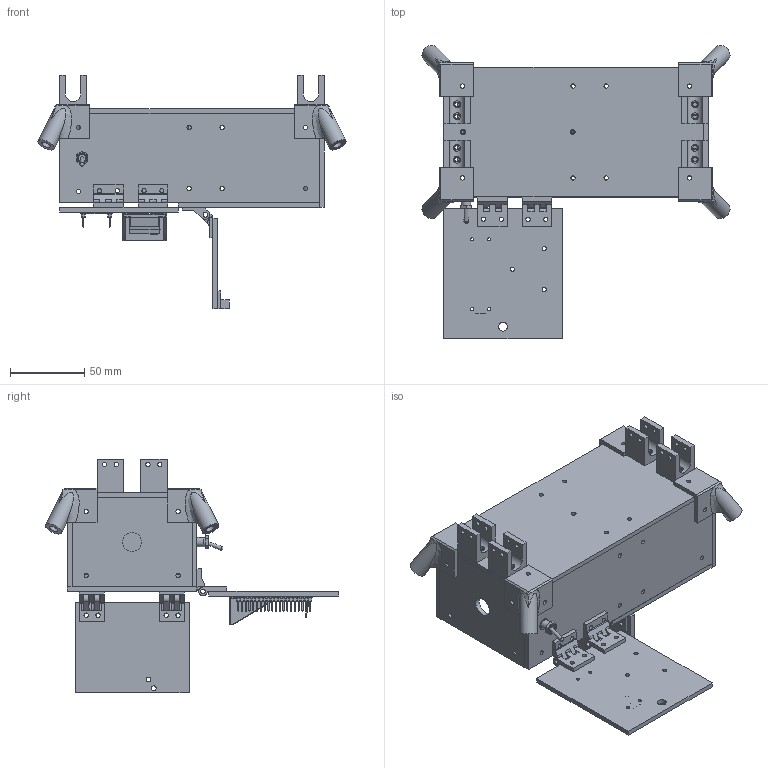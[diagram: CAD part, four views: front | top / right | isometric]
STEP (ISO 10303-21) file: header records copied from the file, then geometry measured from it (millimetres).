
FILE_DESCRIPTION(/* description */ ('STEP AP242','CAx-IF Rec.Pracs.---Representation and Presentation of Product Manufacturing Information (PMI)---4.0---2014-10-13','CAx-IF Rec.Pracs.---3D Tessellated Geometry---0.4---2014-09-14','2;1'),/* implementation_level */ '2;1');
FILE_NAME(/* name */ '663cdcae2100693dc982a409',/* time_stamp */ '2024-05-09T14:24:49Z',/* author */ (''),/* organization */ (''),/* preprocessor_version */ 'ST-DEVELOPER v20',/* originating_system */ ' ',/* authorisation */ ' ');
FILE_SCHEMA (('AP242_MANAGED_MODEL_BASED_3D_ENGINEERING_MIM_LF { 1 0 10303 442 1 1 4 }'));
Products named in the file (136): Assembly 2; 25x.5 Aluminum Hex Male Female Standoff; Part 1; Part 3; Micro Servo 180 SG92R; Part 23; bracket; Micro Servo Horn Single Arm; Part 19; Part 18; Part 7; Part 11; Part 21; Part 5; servo retainer right; Part 22; Part 24; Part 16; Part 6; Part 17; Part 2; PICO_MURATA.STEP_1; PICO_HEADER_HOLES; PICO_MURATA.STEP; PICO_BOURNS.STEP; PICO_PIN_HEADERS; PICO_REF_ONSEMI.STEP; PICO_REF_LED.STEP; PICO_REF_MICROCONTROLLER.STEP; PICO_REF_SWITCH.STEP; PICO_REF_USB.STEP; PICO_REF_BOARD.STEP; PICO_DIODES.STEP; PICO_RICHTEK.STEP; PICO_AEL.STEP; Part 10; id659; id664; servo retainer left; Part 4 ...
Assembly tree (151 placements, depth 2):
  Assembly 2
    25x.5 Aluminum Hex Male Female Standoff  x2
    Part 1
    Part 3
    Micro Servo 180 SG92R
    Part 23
    bracket  x12
    Micro Servo Horn Single Arm
    Part 19
    Part 1
    Part 18
    Part 7
    Part 11
    Part 18
    Part 21
    Part 18
    Part 5
    servo retainer right
    Part 1  x4
    bracket  x2
    Part 1
    Part 22
    Part 24
    Part 19
    Part 16
    Part 6
    Part 17
    Part 2
    PICO_MURATA.STEP_1
    PICO_HEADER_HOLES
    PICO_MURATA.STEP
    PICO_HEADER_HOLES
    PICO_HEADER_HOLES
    PICO_BOURNS.STEP
    PICO_PIN_HEADERS
    PICO_PIN_HEADERS
    PICO_PIN_HEADERS
    PICO_HEADER_HOLES
    PICO_HEADER_HOLES
    PICO_REF_ONSEMI.STEP
    PICO_HEADER_HOLES
    PICO_HEADER_HOLES
    PICO_HEADER_HOLES
    PICO_HEADER_HOLES
    PICO_REF_LED.STEP
    PICO_PIN_HEADERS
    PICO_PIN_HEADERS
    PICO_PIN_HEADERS
    PICO_PIN_HEADERS
    PICO_PIN_HEADERS
    PICO_HEADER_HOLES
    PICO_HEADER_HOLES
    PICO_REF_MICROCONTROLLER.STEP
    PICO_HEADER_HOLES
    PICO_HEADER_HOLES
    PICO_HEADER_HOLES
    PICO_REF_SWITCH.STEP
    PICO_PIN_HEADERS
    PICO_PIN_HEADERS
    PICO_PIN_HEADERS
Bounding box: 207.22 x 197.07 x 157.06 mm (x, y, z)
Volume: 303220.3 mm3; surface area: 241328 mm2
Topology: 151 solids, 151 shells, 3175 faces, 8221 edges, 5367 vertices
Faces by surface type: plane 2104, cylinder 861, torus 104, bspline 48, sphere 33, cone 25
Full cylindrical faces by diameter (mm): 0.8 x80, 0.927 x6, 1 x43, 1.5 x1, 2 x2, 2.057 x2, 2.1 x8, 2.54 x1, 2.65 x2, 2.7 x2, 2.8 x6, 2.85 x108, 2.94 x46, 3.2 x24, 3.251 x4, 3.556 x3, 3.8 x3, 4 x3, 4.5 x1, 4.556 x3, 4.572 x1, 4.65 x8, 4.8 x1, 4.889 x1, 5 x1, 6 x3, 6.2 x4, 6.35 x2, 7.239 x1, 7.98 x1
Entity records: 75077 total; most frequent: CARTESIAN_POINT 15251, DIRECTION 11779, ORIENTED_EDGE 11000, EDGE_CURVE 5500, AXIS2_PLACEMENT_3D 4049, VERTEX_POINT 3847, LINE 3681, VECTOR 3681
